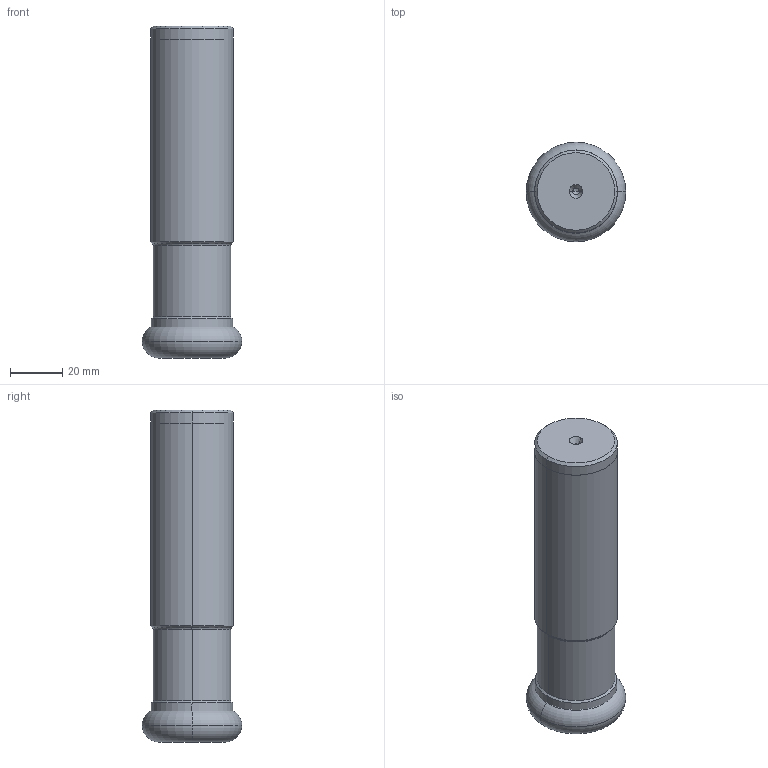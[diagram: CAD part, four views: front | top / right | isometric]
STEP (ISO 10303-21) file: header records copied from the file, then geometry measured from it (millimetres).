
FILE_DESCRIPTION(/* description */ (''),/* implementation_level */ '2;1');
FILE_NAME(/* name */ 'BRP6UPR243W20_ID0_5.stp',/* time_stamp */ '2017-10-10T12:57:51+09:00',/* author */ (''),/* organization */ (''),/* preprocessor_version */ 'ST-DEVELOPER v16',/* originating_system */ 'SIEMENS PLM Software NX 10.0',/* authorisation */ '');
FILE_SCHEMA (('AUTOMOTIVE_DESIGN { 1 0 10303 214 3 1 1 1 }'));
Length unit declared in the file: millimetre
Products named in the file (1): BRP6UPR243W20_ID0_5_ASM
Bounding box: 38.1 x 38.1 x 127 mm (x, y, z)
Volume: 106972 mm3; surface area: 17528.2 mm2
Topology: 2 solids, 2 shells, 48 faces, 114 edges, 68 vertices
Faces by surface type: cone 22, cylinder 12, torus 10, plane 4
Entity records: 1502 total; most frequent: DIRECTION 304, CARTESIAN_POINT 237, ORIENTED_EDGE 220, AXIS2_PLACEMENT_3D 135, EDGE_CURVE 110, CIRCLE 76, VERTEX_POINT 68, EDGE_LOOP 52
